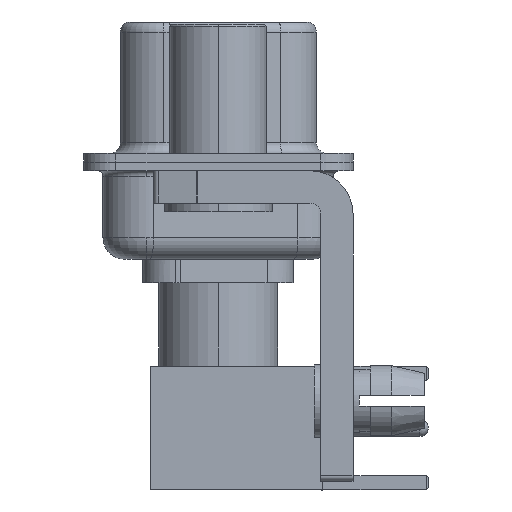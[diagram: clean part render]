
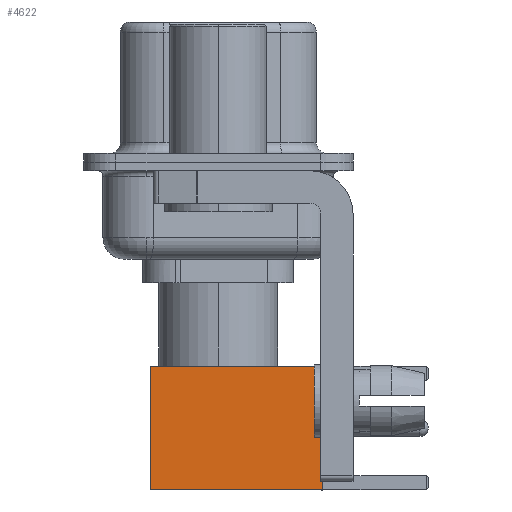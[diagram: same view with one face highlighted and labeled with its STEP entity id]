
A CAD part, left-side view. The second image highlights one B-rep face of the part: STEP entity #4622.
In plain terms, the highlighted face is planar.
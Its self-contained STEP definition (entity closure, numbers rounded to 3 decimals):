
#563 = FACE_OUTER_BOUND ( 'NONE', #5174, .T. ) ;
#1840 = LINE ( 'NONE', #18238, #2055 ) ;
#2055 = VECTOR ( 'NONE', #9970, 1000. ) ;
#3228 = CARTESIAN_POINT ( 'NONE',  ( 2.875, 2.875, 0. ) ) ;
#3880 = VERTEX_POINT ( 'NONE', #26103 ) ;
#4622 = ADVANCED_FACE ( 'NONE', ( #563 ), #6293, .T. ) ;
#4924 = VERTEX_POINT ( 'NONE', #9082 ) ;
#5174 = EDGE_LOOP ( 'NONE', ( #16420, #11800, #21788, #18714 ) ) ;
#6137 = DIRECTION ( 'NONE',  ( -1., 0., 0. ) ) ;
#6293 = PLANE ( 'NONE',  #17455 ) ;
#6979 = EDGE_CURVE ( 'NONE', #3880, #8083, #17247, .T. ) ;
#8083 = VERTEX_POINT ( 'NONE', #8780 ) ;
#8430 = CARTESIAN_POINT ( 'NONE',  ( 2.875, 2.875, 0. ) ) ;
#8780 = CARTESIAN_POINT ( 'NONE',  ( 2.875, 2.875, 0. ) ) ;
#9082 = CARTESIAN_POINT ( 'NONE',  ( -2.875, 2.875, 0. ) ) ;
#9970 = DIRECTION ( 'NONE',  ( 0., 0., -1. ) ) ;
#11477 = CARTESIAN_POINT ( 'NONE',  ( -2.875, 2.875, 8. ) ) ;
#11800 = ORIENTED_EDGE ( 'NONE', *, *, #24805, .T. ) ;
#12648 = CARTESIAN_POINT ( 'NONE',  ( 0., 2.875, 0. ) ) ;
#12810 = DIRECTION ( 'NONE',  ( 0., 1., 0. ) ) ;
#14573 = VECTOR ( 'NONE', #25804, 1000. ) ;
#15979 = LINE ( 'NONE', #16388, #24688 ) ;
#16388 = CARTESIAN_POINT ( 'NONE',  ( 0., 2.875, 8. ) ) ;
#16420 = ORIENTED_EDGE ( 'NONE', *, *, #6979, .T. ) ;
#16961 = DIRECTION ( 'NONE',  ( 0., 0., 1. ) ) ;
#17247 = LINE ( 'NONE', #3228, #14573 ) ;
#17455 = AXIS2_PLACEMENT_3D ( 'NONE', #8430, #12810, #16961 ) ;
#18238 = CARTESIAN_POINT ( 'NONE',  ( -2.875, 2.875, 0. ) ) ;
#18714 = ORIENTED_EDGE ( 'NONE', *, *, #22235, .F. ) ;
#20809 = EDGE_CURVE ( 'NONE', #24758, #4924, #1840, .T. ) ;
#21288 = VECTOR ( 'NONE', #6137, 1000. ) ;
#21788 = ORIENTED_EDGE ( 'NONE', *, *, #20809, .F. ) ;
#21893 = LINE ( 'NONE', #12648, #21288 ) ;
#22235 = EDGE_CURVE ( 'NONE', #3880, #24758, #15979, .T. ) ;
#24688 = VECTOR ( 'NONE', #26022, 1000. ) ;
#24758 = VERTEX_POINT ( 'NONE', #11477 ) ;
#24805 = EDGE_CURVE ( 'NONE', #8083, #4924, #21893, .T. ) ;
#25804 = DIRECTION ( 'NONE',  ( 0., 0., -1. ) ) ;
#26022 = DIRECTION ( 'NONE',  ( -1., 0., 0. ) ) ;
#26103 = CARTESIAN_POINT ( 'NONE',  ( 2.875, 2.875, 8. ) ) ;
